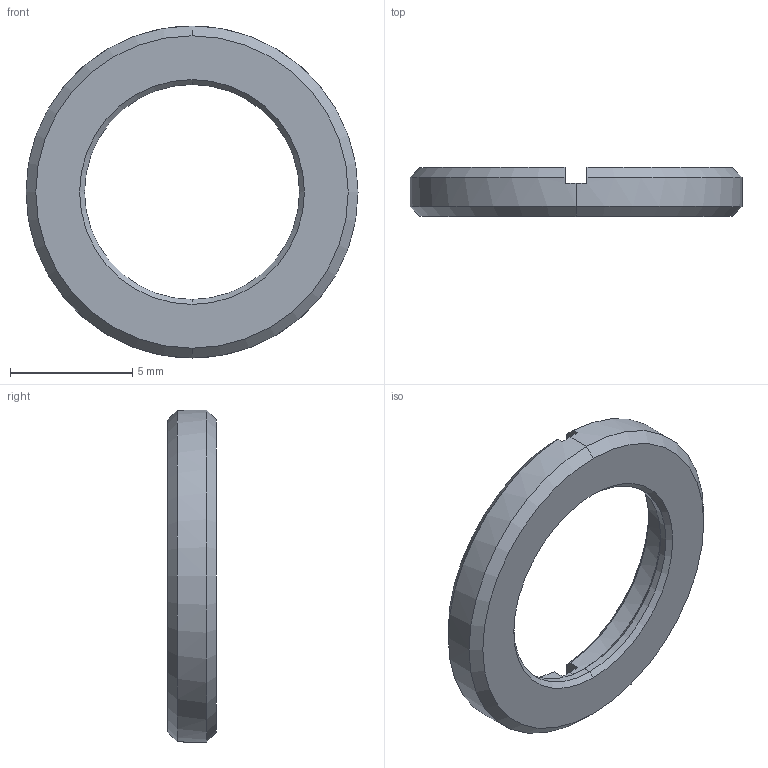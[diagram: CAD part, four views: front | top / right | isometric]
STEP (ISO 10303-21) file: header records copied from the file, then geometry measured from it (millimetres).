
FILE_DESCRIPTION (( 'STEP AP203' ), '1' );
FILE_NAME ('LMA-SM05-10.STEP', '2025-09-16T05:42:17', ( '' ), ( '' ), 'SwSTEP 2.0', 'SolidWorks 2020', '' );
FILE_SCHEMA (( 'CONFIG_CONTROL_DESIGN' ));
Length unit declared in the file: millimetre
Products named in the file (1): LMA-SM05-10
Bounding box: 13.59 x 2 x 13.59 mm (x, y, z)
Volume: 135 mm3; surface area: 287.4 mm2
Topology: 1 solids, 1 shells, 355 faces, 981 edges, 652 vertices
Faces by surface type: plane 251, bspline 88, cone 10, cylinder 6
Entity records: 15162 total; most frequent: CARTESIAN_POINT 6605, ORIENTED_EDGE 1962, DIRECTION 1363, EDGE_CURVE 981, LINE 767, VECTOR 767, VERTEX_POINT 652, EDGE_LOOP 381
